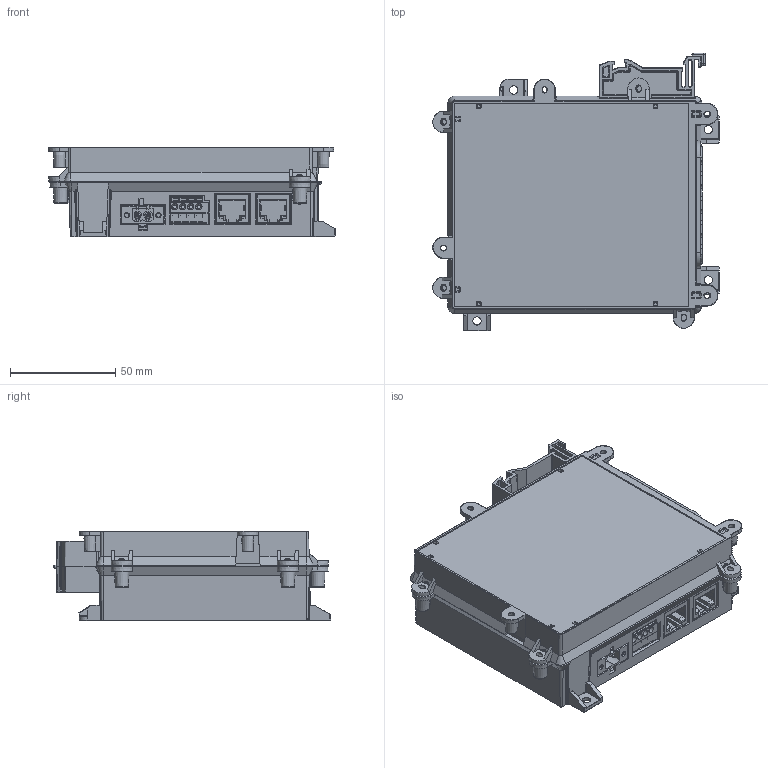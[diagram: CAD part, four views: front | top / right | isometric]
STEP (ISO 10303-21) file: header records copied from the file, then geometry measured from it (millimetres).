
FILE_DESCRIPTION(/* description */ (''),/* implementation_level */ '2;1');
FILE_NAME(/* name */ '18I218BH_00-STP FILE OF LV BOARD - VERISAFE_1.stp',/* time_stamp */ '2022-11-10T15:10:24-05:00',/* author */ (''),/* organization */ (''),/* preprocessor_version */ 'ST-DEVELOPER v16.7',/* originating_system */ 'SIEMENS PLM Software NX 1926',/* authorisation */ '');
FILE_SCHEMA (('AP203_CONFIGURATION_CONTROLLED_3D_DESIGN_OF_MECHANICAL_PARTS_AND_ASSEMBLIES_MIM_LF { 1 0 10303 403 2 1 2}'));
Products named in the file (4): 18I217BE_00-VS2 ISO MODULE REG _ ID LABEL _TOP_ 3 PHASE; 18I216UE_52-VERISAFE 2.0 HV CASE HALF; 18I216UB_42-VERISAFE 2.0 LV CASE HALF_MODEL; 18I218BH_00-STP FILE OF LV BOARD - VERISAFE
Assembly tree (3 placements, depth 3):
  18I218BH_00-STP FILE OF LV BOARD - VERISAFE
    18I216UB_42-VERISAFE 2.0 LV CASE HALF_MODEL
      18I217BE_00-VS2 ISO MODULE REG _ ID LABEL _TOP_ 3 PHASE
    18I216UE_52-VERISAFE 2.0 HV CASE HALF
Bounding box: 136 x 131.73 x 42.57 mm (x, y, z)
Volume: 98782.3 mm3; surface area: 136126.8 mm2
Topology: 42 solids, 46 shells, 5588 faces, 14823 edges, 9051 vertices
Faces by surface type: plane 2744, cylinder 1819, bspline 483, sphere 170, cone 149, revolution 138, torus 85
Full cylindrical faces by diameter (mm): 0.5 x4, 0.8 x2, 2 x2, 2.5 x2, 2.658 x3, 2.659 x1, 2.667 x1, 2.8 x2, 3.937 x1
Entity records: 209456 total; most frequent: CARTESIAN_POINT 73170, ORIENTED_EDGE 28894, DIRECTION 25633, EDGE_CURVE 14447, VERTEX_POINT 9003, LINE 8549, VECTOR 8549, AXIS2_PLACEMENT_3D 8477
